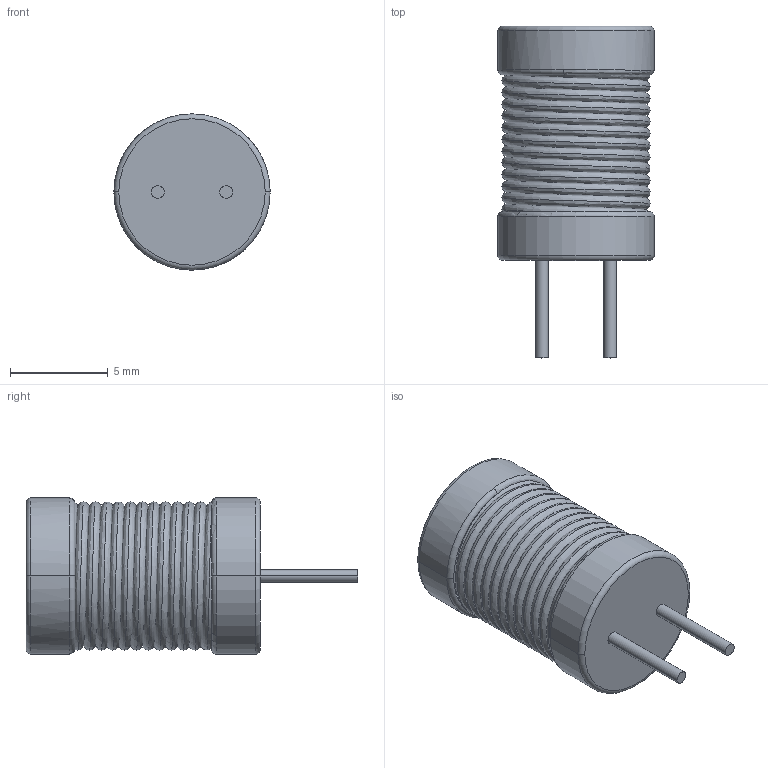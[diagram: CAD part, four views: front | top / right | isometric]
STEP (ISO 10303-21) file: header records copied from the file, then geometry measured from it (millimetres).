
FILE_DESCRIPTION (( 'STEP AP214' ), '1' );
FILE_NAME ('THD Inductor SL0608.STEP', '2019-08-21T16:46:32', ( '' ), ( '' ), 'SwSTEP 2.0', 'SolidWorks 2018', '' );
FILE_SCHEMA (( 'AUTOMOTIVE_DESIGN' ));
Length unit declared in the file: millimetre
Products named in the file (1): THD Inductor SL0608
Bounding box: 8 x 17 x 8 mm (x, y, z)
Volume: 463.3 mm3; surface area: 870 mm2
Topology: 1 solids, 1 shells, 32 faces, 67 edges, 39 vertices
Faces by surface type: cylinder 10, torus 8, plane 8, bspline 6
Entity records: 4910 total; most frequent: CARTESIAN_POINT 3872, DIRECTION 140, ORIENTED_EDGE 134, EDGE_CURVE 67, AXIS2_PLACEMENT_3D 65, VERTEX_POINT 39, CIRCLE 38, EDGE_LOOP 36
